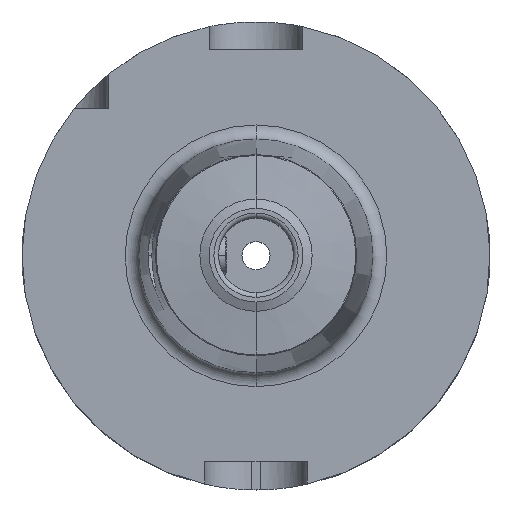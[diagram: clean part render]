
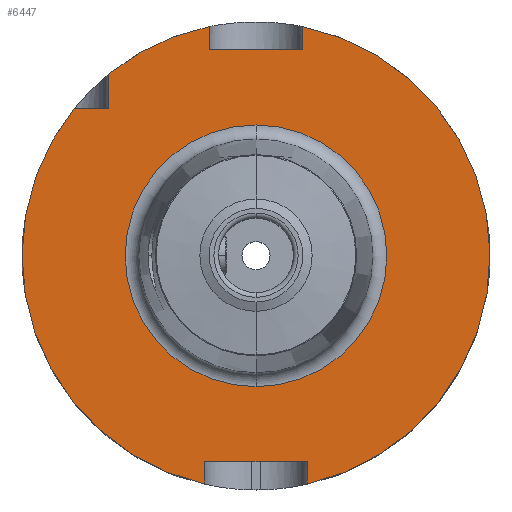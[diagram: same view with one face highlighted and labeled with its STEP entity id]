
A CAD part, top view. The second image highlights one B-rep face of the part: STEP entity #6447.
In plain terms, the highlighted planar face has unit normal (0, 0, 1).
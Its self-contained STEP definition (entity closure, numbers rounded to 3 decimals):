
#343=DIRECTION('',(1.,0.,0.));
#344=VECTOR('',#343,20.);
#345=CARTESIAN_POINT('',(-10.,44.,28.95));
#346=LINE('',#345,#344);
#350=DIRECTION('',(0.,-1.,0.));
#351=VECTOR('',#350,4.99);
#352=CARTESIAN_POINT('',(10.,48.99,28.95));
#353=LINE('',#352,#351);
#357=DIRECTION('',(0.,1.,0.));
#358=VECTOR('',#357,4.775);
#359=CARTESIAN_POINT('',(11.,-48.775,28.95));
#360=LINE('',#359,#358);
#364=DIRECTION('',(1.,0.,0.));
#365=VECTOR('',#364,22.);
#366=CARTESIAN_POINT('',(-11.,-44.,28.95));
#367=LINE('',#366,#365);
#371=DIRECTION('',(0.,1.,0.));
#372=VECTOR('',#371,4.775);
#373=CARTESIAN_POINT('',(-11.,-48.775,28.95));
#374=LINE('',#373,#372);
#378=DIRECTION('',(1.,0.,0.));
#379=VECTOR('',#378,7.33);
#380=CARTESIAN_POINT('',(-38.83,31.5,28.95));
#381=LINE('',#380,#379);
#385=DIRECTION('',(0.,-1.,0.));
#386=VECTOR('',#385,7.33);
#387=CARTESIAN_POINT('',(-31.5,38.83,28.95));
#388=LINE('',#387,#386);
#392=DIRECTION('',(0.,-1.,0.));
#393=VECTOR('',#392,4.99);
#394=CARTESIAN_POINT('',(-10.,48.99,28.95));
#395=LINE('',#394,#393);
#399=CARTESIAN_POINT('',(0.,0.,28.95));
#400=DIRECTION('',(0.,0.,1.));
#401=DIRECTION('',(0.,1.,0.));
#402=AXIS2_PLACEMENT_3D('',#399,#400,#401);
#407=CARTESIAN_POINT('',(0.,0.,28.95));
#408=DIRECTION('',(0.,0.,1.));
#409=DIRECTION('',(0.,-1.,0.));
#410=AXIS2_PLACEMENT_3D('',#407,#408,#409);
#549=CARTESIAN_POINT('',(0.,0.,28.95));
#550=DIRECTION('',(0.,0.,1.));
#551=DIRECTION('',(-0.777,0.63,0.));
#552=AXIS2_PLACEMENT_3D('',#549,#550,#551);
#557=CARTESIAN_POINT('',(0.,0.,28.95));
#558=DIRECTION('',(0.,0.,1.));
#559=DIRECTION('',(0.22,-0.975,0.));
#560=AXIS2_PLACEMENT_3D('',#557,#558,#559);
#565=CARTESIAN_POINT('',(0.,0.,28.95));
#566=DIRECTION('',(0.,0.,1.));
#567=DIRECTION('',(-0.2,0.98,0.));
#568=AXIS2_PLACEMENT_3D('',#565,#566,#567);
#5714=CARTESIAN_POINT('',(0.,27.965,28.95));
#5715=VERTEX_POINT('',#5714);
#5716=CARTESIAN_POINT('',(0.,-27.965,28.95));
#5717=VERTEX_POINT('',#5716);
#5912=CARTESIAN_POINT('',(-31.5,31.5,28.95));
#5914=VERTEX_POINT('',#5912);
#5926=CARTESIAN_POINT('',(11.,-44.,28.95));
#5927=VERTEX_POINT('',#5926);
#5928=CARTESIAN_POINT('',(-11.,-44.,28.95));
#5929=VERTEX_POINT('',#5928);
#5942=CARTESIAN_POINT('',(10.,44.,28.95));
#5943=VERTEX_POINT('',#5942);
#5944=CARTESIAN_POINT('',(-10.,44.,28.95));
#5945=VERTEX_POINT('',#5944);
#6023=CARTESIAN_POINT('',(-38.83,31.5,28.95));
#6024=VERTEX_POINT('',#6023);
#6025=CARTESIAN_POINT('',(-31.5,38.83,28.95));
#6026=VERTEX_POINT('',#6025);
#6053=CARTESIAN_POINT('',(11.,-48.775,28.95));
#6054=VERTEX_POINT('',#6053);
#6055=CARTESIAN_POINT('',(-11.,-48.775,28.95));
#6056=VERTEX_POINT('',#6055);
#6083=CARTESIAN_POINT('',(10.,48.99,28.95));
#6084=VERTEX_POINT('',#6083);
#6085=CARTESIAN_POINT('',(-10.,48.99,28.95));
#6086=VERTEX_POINT('',#6085);
#6414=CARTESIAN_POINT('',(0.,0.,28.95));
#6415=DIRECTION('',(0.,0.,1.));
#6416=DIRECTION('',(0.,1.,0.));
#6417=AXIS2_PLACEMENT_3D('',#6414,#6415,#6416);
#6418=PLANE('',#6417);
#6420=ORIENTED_EDGE('',*,*,#6419,.T.);
#6422=ORIENTED_EDGE('',*,*,#6421,.F.);
#6424=ORIENTED_EDGE('',*,*,#6423,.F.);
#6426=ORIENTED_EDGE('',*,*,#6425,.T.);
#6428=ORIENTED_EDGE('',*,*,#6427,.F.);
#6430=ORIENTED_EDGE('',*,*,#6429,.F.);
#6432=ORIENTED_EDGE('',*,*,#6431,.F.);
#6434=ORIENTED_EDGE('',*,*,#6433,.T.);
#6436=ORIENTED_EDGE('',*,*,#6435,.F.);
#6438=ORIENTED_EDGE('',*,*,#6437,.F.);
#6440=ORIENTED_EDGE('',*,*,#6439,.T.);
#6441=EDGE_LOOP('',(#6420,#6422,#6424,#6426,#6428,#6430,#6432,#6434,#6436,#6438,
#6440));
#6442=FACE_OUTER_BOUND('',#6441,.F.);
#6443=ORIENTED_EDGE('',*,*,#6396,.T.);
#6444=ORIENTED_EDGE('',*,*,#6407,.T.);
#6445=EDGE_LOOP('',(#6443,#6444));
#6446=FACE_BOUND('',#6445,.F.);
#403=CIRCLE('',#402,27.965);
#411=CIRCLE('',#410,27.965);
#553=CIRCLE('',#552,50.);
#561=CIRCLE('',#560,50.);
#569=CIRCLE('',#568,50.);
#6396=EDGE_CURVE('',#5715,#5717,#403,.T.);
#6407=EDGE_CURVE('',#5717,#5715,#411,.T.);
#6419=EDGE_CURVE('',#5945,#5943,#346,.T.);
#6421=EDGE_CURVE('',#6084,#5943,#353,.T.);
#6423=EDGE_CURVE('',#6054,#6084,#561,.T.);
#6425=EDGE_CURVE('',#6054,#5927,#360,.T.);
#6427=EDGE_CURVE('',#5929,#5927,#367,.T.);
#6429=EDGE_CURVE('',#6056,#5929,#374,.T.);
#6431=EDGE_CURVE('',#6024,#6056,#553,.T.);
#6433=EDGE_CURVE('',#6024,#5914,#381,.T.);
#6435=EDGE_CURVE('',#6026,#5914,#388,.T.);
#6437=EDGE_CURVE('',#6086,#6026,#569,.T.);
#6439=EDGE_CURVE('',#6086,#5945,#395,.T.);
#6447=ADVANCED_FACE('',(#6442,#6446),#6418,.T.);
